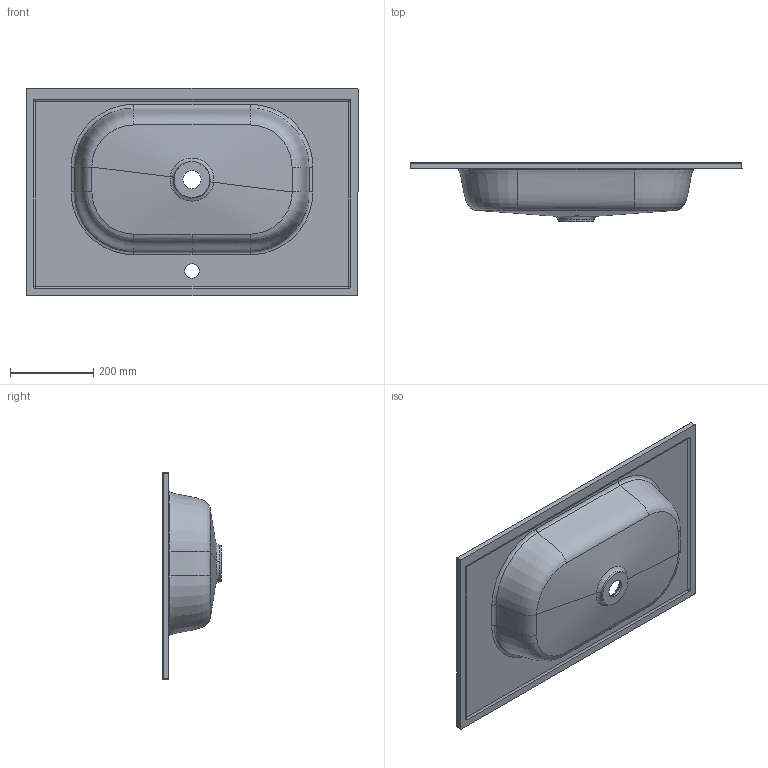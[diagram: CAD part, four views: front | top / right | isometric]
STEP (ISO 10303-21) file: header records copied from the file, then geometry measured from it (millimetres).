
FILE_DESCRIPTION (( 'STEP AP214' ), '1' );
FILE_NAME ('Lake 800.STEP', '2025-05-08T12:49:38', ( '' ), ( '' ), 'SwSTEP 2.0', 'SolidWorks 2020', '' );
FILE_SCHEMA (( 'AUTOMOTIVE_DESIGN' ));
Products named in the file (1): Lake 800
Bounding box: 800 x 142 x 500 mm (x, y, z)
Volume: 5691754.3 mm3; surface area: 1053793 mm2
Topology: 1 solids, 1 shells, 73 faces, 180 edges, 107 vertices
Faces by surface type: bspline 30, cylinder 19, plane 8, sphere 8, cone 6, torus 2
Entity records: 36640 total; most frequent: CARTESIAN_POINT 35098, ORIENTED_EDGE 352, DIRECTION 254, EDGE_CURVE 176, VERTEX_POINT 107, AXIS2_PLACEMENT_3D 99, EDGE_LOOP 79, ADVANCED_FACE 73
